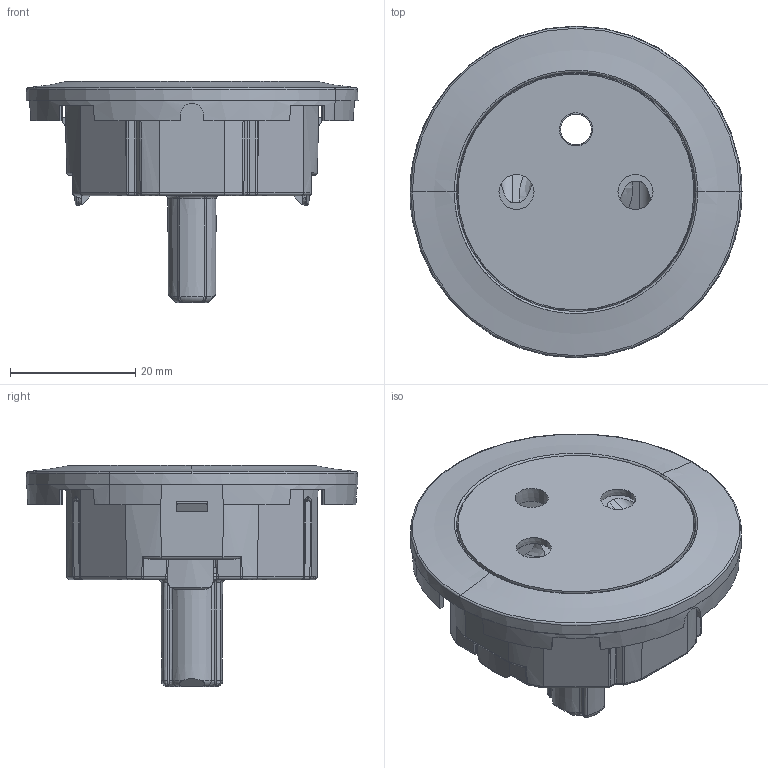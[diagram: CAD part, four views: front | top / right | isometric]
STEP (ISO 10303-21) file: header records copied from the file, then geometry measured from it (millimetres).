
FILE_DESCRIPTION(('CATIA V5 STEP Exchange','CAx-IF Rec.Pracs.--- Model Styling and Organization---1.5--- 2016-08-15','CAx-IF Rec.Pracs.---Supplemental Geometry---1.0---2011-11-01','CAx-IF Rec.Pracs.--- Composite Materials ---1.1---2010-07-15'),'2;1');
FILE_NAME('068111.stp','2021-09-08T12:32:31+00:00',('none'),('none'),'CATIA Version 5-6 Release 2020 SP3','CATIA V5 STEP AP214 v2','none');
FILE_SCHEMA(('AUTOMOTIVE_DESIGN { 1 0 10303 214 1 1 1 1 }'));
Products named in the file (1): 068111
Bounding box: 53 x 53 x 35.3 mm (x, y, z)
Volume: 8231.6 mm3; surface area: 14580.9 mm2
Topology: 3 solids, 3 shells, 1619 faces, 4538 edges, 2952 vertices
Faces by surface type: plane 1083, bspline 126, cone 121, cylinder 119, torus 58, extrusion 43, sphere 36, revolution 33
Entity records: 60569 total; most frequent: CARTESIAN_POINT 24246, ORIENTED_EDGE 9014, DIRECTION 5004, EDGE_CURVE 4507, VERTEX_POINT 2952, B_SPLINE_CURVE_WITH_KNOTS 2231, VECTOR 1943, LINE 1900
